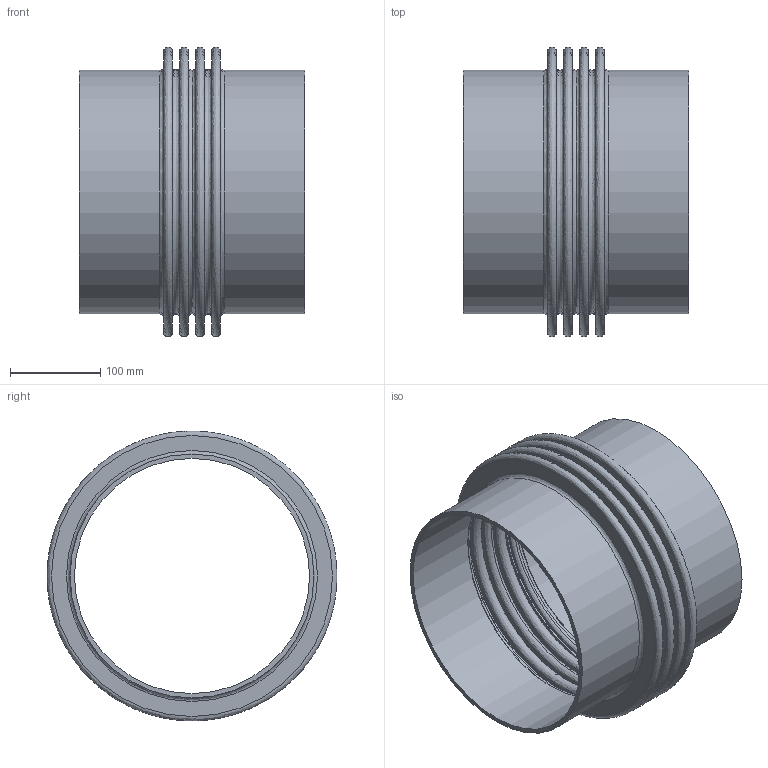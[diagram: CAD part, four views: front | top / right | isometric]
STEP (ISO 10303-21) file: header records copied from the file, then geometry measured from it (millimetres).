
FILE_DESCRIPTION(('HOOPS Exchange Step'),'2;1');
FILE_NAME('KP0502_DN250.stp','2025-11-03T14:10:53+01:00',('nieru'),('Unknown organisation'),'HOOPS Exchange 2024.2','HOOPS Exchange','Unknown authorisation');
FILE_SCHEMA( ('AP203_CONFIGURATION_CONTROLLED_3D_DESIGN_OF_MECHANICAL_PARTS_AND_ASSEMBLIES_MIM_LF') );
Length unit declared in the file: millimetre
Products named in the file (2): 0; root
Assembly tree (1 placements, depth 2):
  root
    0
Bounding box: 250 x 321 x 321 mm (x, y, z)
Surface area: 745580.2 mm2 (no closed solid volume)
Topology: 0 solids, 2 shells, 46 faces, 123 edges, 97 vertices
Faces by surface type: plane 20, bspline 18, cylinder 8
Full cylindrical faces by diameter (mm): 260.4 x2, 261.984 x2, 269.984 x2, 277.899 x2
Entity records: 4067 total; most frequent: CARTESIAN_POINT 2836, DIRECTION 260, ORIENTED_EDGE 250, AXIS2_PLACEMENT_3D 126, EDGE_CURVE 125, VERTEX_POINT 97, CIRCLE 95, EDGE_LOOP 68
